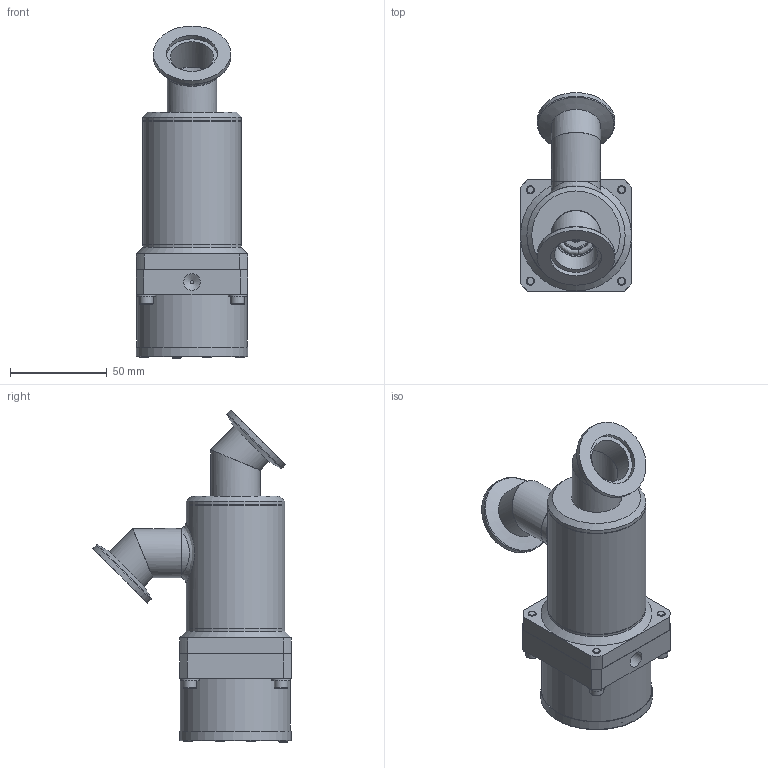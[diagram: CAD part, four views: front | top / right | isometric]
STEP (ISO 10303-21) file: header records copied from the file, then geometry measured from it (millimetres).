
FILE_DESCRIPTION(/* description */ ('BODY,LPV,W PREP,NW25,INL'),/* implementation_level */ '2;1');
FILE_NAME(/* name */ 'LPV1-25-IK-CNVS.stp',/* time_stamp */ '2017-05-05T13:32:19-04:00',/* author */ ('WoW'),/* organization */ ('HPS'),/* preprocessor_version */ 'ST-DEVELOPER v16.1',/* originating_system */ 'Autodesk Inventor 2016',/* authorisation */ '');
FILE_SCHEMA (('AUTOMOTIVE_DESIGN { 1 0 10303 214 3 1 1 }'));
Length unit declared in the file: inch
Products named in the file (25): 100007014; 100004999; 100006603; 100007015; 100001771; 100002667; 100009177; 100006705; 100003151; 100006604; 100005729; 100002062; 100001615; 100012890; 100011990; 100012095; 100012539; 100011631; 100012094; 100012084; 100001468; 100006619; 100006620; 100008461; LPV1-25-IK-CNVS
Assembly tree (36 placements, depth 3):
  LPV1-25-IK-CNVS
    100002667
      100007014
      100004999
      100006603
      100007015  x2
      100001771  x2
    100012084
      100009177
      100006705  x2
      100003151
      100006604
      100005729  x4
      100002062  x4
      100001615
      100012890
      100011990
      100012095
      100012539
      100011631  x4
      100012094
    100001468
    100006619
    100006620
    100008461
Bounding box: 57.66 x 102.55 x 171.57 mm (x, y, z)
Volume: 158767.8 mm3; surface area: 102668.9 mm2
Topology: 34 solids, 34 shells, 389 faces, 778 edges, 499 vertices
Faces by surface type: plane 192, cylinder 122, cone 47, torus 25, bspline 3
Full cylindrical faces by diameter (mm): 1.587 x1, 2.159 x4, 2.261 x1, 2.845 x4, 2.946 x4, 3.175 x2, 3.404 x4, 4.166 x4, 4.318 x1, 4.369 x8, 4.648 x4, 4.826 x5, 5.842 x1, 5.969 x1, 6.35 x1, 6.452 x1, 6.477 x2, 6.858 x4, 6.909 x1, 7.62 x2, 8.611 x1, 8.915 x1, 9.398 x1, 9.525 x3, 9.55 x4, 9.576 x2, 9.906 x1, 11.633 x1, 12.446 x1, 12.7 x1
Entity records: 9646 total; most frequent: CARTESIAN_POINT 3734, DIRECTION 1280, ORIENTED_EDGE 782, AXIS2_PLACEMENT_3D 582, EDGE_LOOP 494, EDGE_CURVE 391, VERTEX_POINT 321, FACE_OUTER_BOUND 273
